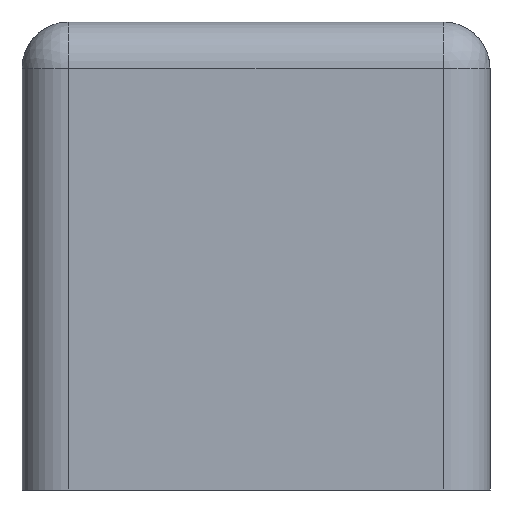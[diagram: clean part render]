
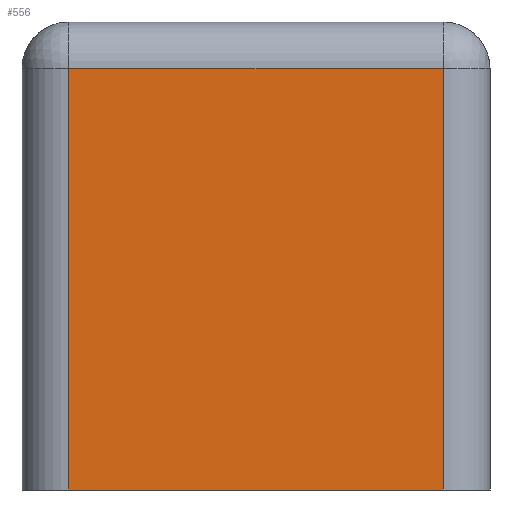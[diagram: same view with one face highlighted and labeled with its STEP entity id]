
A CAD part, front view. The second image highlights one B-rep face of the part: STEP entity #556.
In plain terms, the highlighted planar face has unit normal (0, -1, 0).
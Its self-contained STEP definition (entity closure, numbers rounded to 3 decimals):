
#72=PLANE('',#640);
#108=FACE_OUTER_BOUND('',#144,.T.);
#144=EDGE_LOOP('',(#503,#504,#505,#506));
#166=LINE('',#1063,#200);
#169=LINE('',#1077,#203);
#172=LINE('',#1097,#206);
#178=LINE('',#1125,#212);
#200=VECTOR('',#762,10.);
#203=VECTOR('',#777,10.);
#206=VECTOR('',#784,10.);
#212=VECTOR('',#800,10.);
#259=VERTEX_POINT('',#1056);
#261=VERTEX_POINT('',#1061);
#262=VERTEX_POINT('',#1066);
#265=VERTEX_POINT('',#1073);
#328=EDGE_CURVE('',#261,#259,#166,.T.);
#335=EDGE_CURVE('',#262,#265,#169,.T.);
#339=EDGE_CURVE('',#259,#262,#172,.T.);
#348=EDGE_CURVE('',#261,#265,#178,.T.);
#503=ORIENTED_EDGE('',*,*,#328,.F.);
#504=ORIENTED_EDGE('',*,*,#348,.T.);
#505=ORIENTED_EDGE('',*,*,#335,.F.);
#506=ORIENTED_EDGE('',*,*,#339,.F.);
#556=ADVANCED_FACE('',(#108),#72,.F.);
#640=AXIS2_PLACEMENT_3D('',#1131,#811,#812);
#762=DIRECTION('',(0.,0.,1.));
#777=DIRECTION('',(0.,0.,-1.));
#784=DIRECTION('',(1.,0.,0.));
#800=DIRECTION('',(1.,0.,0.));
#811=DIRECTION('center_axis',(0.,1.,0.));
#812=DIRECTION('ref_axis',(-1.,0.,0.));
#1056=CARTESIAN_POINT('',(-0.2,-0.5,0.45));
#1061=CARTESIAN_POINT('',(-0.2,-0.5,0.));
#1063=CARTESIAN_POINT('',(-0.2,-0.5,0.));
#1066=CARTESIAN_POINT('',(0.2,-0.5,0.45));
#1073=CARTESIAN_POINT('',(0.2,-0.5,0.));
#1077=CARTESIAN_POINT('',(0.2,-0.5,0.));
#1097=CARTESIAN_POINT('',(0.125,-0.5,0.45));
#1125=CARTESIAN_POINT('',(-0.25,-0.5,0.));
#1131=CARTESIAN_POINT('Origin',(0.25,-0.5,0.));
